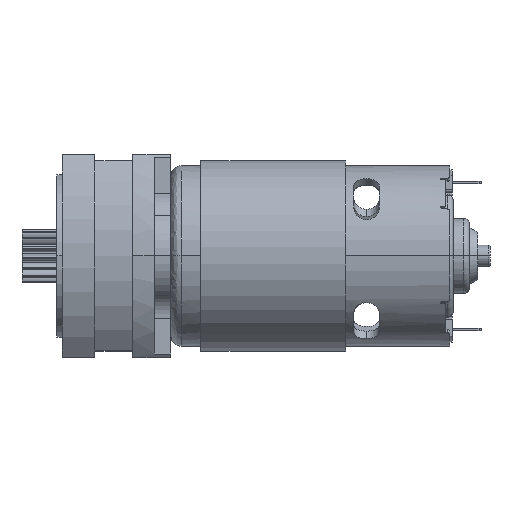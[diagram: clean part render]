
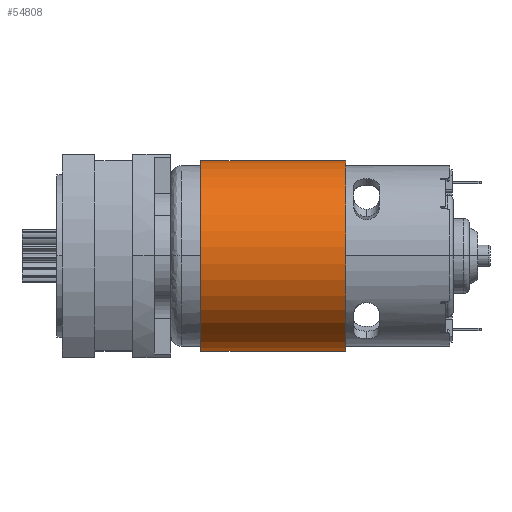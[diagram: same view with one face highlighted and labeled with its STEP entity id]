
A CAD part, top view. The second image highlights one B-rep face of the part: STEP entity #54808.
In plain terms, the highlighted cylindrical face has radius 22.416 mm (diameter 44.831 mm), a partial arc.
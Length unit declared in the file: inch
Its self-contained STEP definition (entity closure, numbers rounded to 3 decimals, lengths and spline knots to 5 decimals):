
#287 = ORIENTED_EDGE ( 'NONE', *, *, #17860, .T. ) ;
#2742 = CYLINDRICAL_SURFACE ( 'NONE', #60579, 0.8825 ) ;
#4149 = DIRECTION ( 'NONE',  ( 0., 0., 1. ) ) ;
#6655 = CARTESIAN_POINT ( 'NONE',  ( 2.96063, -0.22866, 0.85236 ) ) ;
#9464 = DIRECTION ( 'NONE',  ( -1., 0., 0. ) ) ;
#9649 = LINE ( 'NONE', #38203, #45123 ) ;
#11232 = EDGE_CURVE ( 'NONE', #56626, #22971, #9649, .T. ) ;
#12459 = CIRCLE ( 'NONE', #19986, 0.8825 ) ;
#17860 = EDGE_CURVE ( 'NONE', #27272, #54119, #49665, .T. ) ;
#19986 = AXIS2_PLACEMENT_3D ( 'NONE', #55740, #50891, #46008 ) ;
#20479 = CARTESIAN_POINT ( 'NONE',  ( 1.61811, 0., 0. ) ) ;
#20898 = CARTESIAN_POINT ( 'NONE',  ( 0.27953, -0.22866, 0.85236 ) ) ;
#22971 = VERTEX_POINT ( 'NONE', #37364 ) ;
#23412 = CARTESIAN_POINT ( 'NONE',  ( 1.61811, -0.22866, 0.85236 ) ) ;
#24473 = DIRECTION ( 'NONE',  ( -1., 0., 0. ) ) ;
#25300 = DIRECTION ( 'NONE',  ( -1., 0., 0. ) ) ;
#27209 = ORIENTED_EDGE ( 'NONE', *, *, #11232, .F. ) ;
#27272 = VERTEX_POINT ( 'NONE', #23412 ) ;
#31453 = EDGE_CURVE ( 'NONE', #22971, #54119, #12459, .T. ) ;
#31987 = CIRCLE ( 'NONE', #54752, 0.8825 ) ;
#36971 = EDGE_CURVE ( 'NONE', #56626, #27272, #31987, .T. ) ;
#37364 = CARTESIAN_POINT ( 'NONE',  ( 0.27953, 0.22866, 0.85236 ) ) ;
#38203 = CARTESIAN_POINT ( 'NONE',  ( 2.96063, 0.22866, 0.85236 ) ) ;
#38320 = VECTOR ( 'NONE', #9464, 39.37008 ) ;
#38561 = EDGE_LOOP ( 'NONE', ( #48077, #27209, #51835, #287 ) ) ;
#45123 = VECTOR ( 'NONE', #24473, 39.37008 ) ;
#46008 = DIRECTION ( 'NONE',  ( 0., 0., 1. ) ) ;
#48077 = ORIENTED_EDGE ( 'NONE', *, *, #31453, .F. ) ;
#49665 = LINE ( 'NONE', #6655, #38320 ) ;
#50891 = DIRECTION ( 'NONE',  ( -1., 0., 0. ) ) ;
#51835 = ORIENTED_EDGE ( 'NONE', *, *, #36971, .T. ) ;
#52696 = CARTESIAN_POINT ( 'NONE',  ( 1.61811, 0.22866, 0.85236 ) ) ;
#54119 = VERTEX_POINT ( 'NONE', #20898 ) ;
#54249 = DIRECTION ( 'NONE',  ( 0., 0., -1. ) ) ;
#54752 = AXIS2_PLACEMENT_3D ( 'NONE', #20479, #25300, #54249 ) ;
#54808 = ADVANCED_FACE ( 'NONE', ( #62499 ), #2742, .T. ) ;
#55740 = CARTESIAN_POINT ( 'NONE',  ( 0.27953, 0., 0. ) ) ;
#56447 = CARTESIAN_POINT ( 'NONE',  ( 4.1142, 0., 0. ) ) ;
#56626 = VERTEX_POINT ( 'NONE', #52696 ) ;
#60579 = AXIS2_PLACEMENT_3D ( 'NONE', #56447, #62058, #4149 ) ;
#62058 = DIRECTION ( 'NONE',  ( -1., 0., 0. ) ) ;
#62499 = FACE_OUTER_BOUND ( 'NONE', #38561, .T. ) ;
